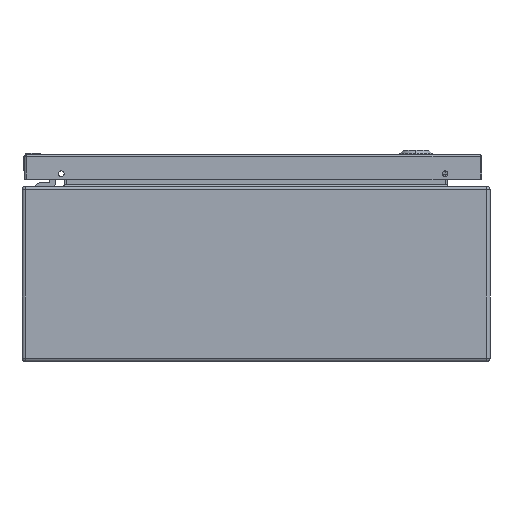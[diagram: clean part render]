
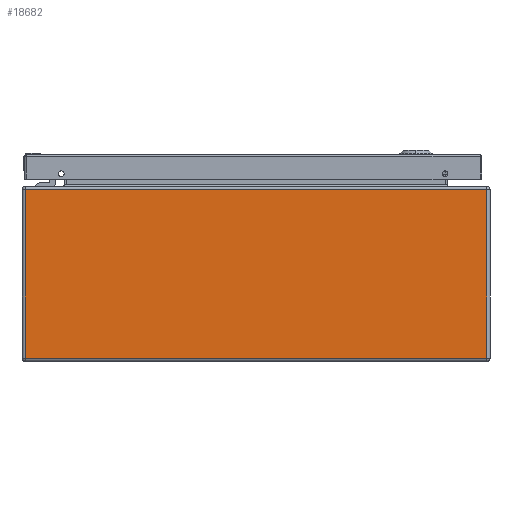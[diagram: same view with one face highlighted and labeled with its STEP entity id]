
A CAD part, front view. The second image highlights one B-rep face of the part: STEP entity #18682.
In plain terms, the highlighted planar face has unit normal (0, -1, 0).
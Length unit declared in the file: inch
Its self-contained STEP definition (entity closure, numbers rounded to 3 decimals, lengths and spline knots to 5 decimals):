
#120 = DIRECTION ( 'NONE',  ( 1., 0., 0. ) ) ;
#334 = CARTESIAN_POINT ( 'NONE',  ( 8., -10., -2.88189 ) ) ;
#1037 = VECTOR ( 'NONE', #1056, 39.37008 ) ;
#1056 = DIRECTION ( 'NONE',  ( -1., 0., 0. ) ) ;
#2713 = VERTEX_POINT ( 'NONE', #35533 ) ;
#3177 = VERTEX_POINT ( 'NONE', #10310 ) ;
#5541 = ORIENTED_EDGE ( 'NONE', *, *, #20492, .T. ) ;
#7915 = EDGE_CURVE ( 'NONE', #3177, #40494, #26933, .T. ) ;
#10310 = CARTESIAN_POINT ( 'NONE',  ( -7.88189, -10., 2.88189 ) ) ;
#10973 = CARTESIAN_POINT ( 'NONE',  ( -7.88189, -10., 3. ) ) ;
#13566 = LINE ( 'NONE', #14183, #37129 ) ;
#13594 = AXIS2_PLACEMENT_3D ( 'NONE', #17035, #32385, #13966 ) ;
#13966 = DIRECTION ( 'NONE',  ( 0., 0., 1. ) ) ;
#14183 = CARTESIAN_POINT ( 'NONE',  ( 7.88189, -10., 3. ) ) ;
#14760 = ORIENTED_EDGE ( 'NONE', *, *, #18734, .T. ) ;
#14853 = DIRECTION ( 'NONE',  ( 0., 0., -1. ) ) ;
#14930 = CARTESIAN_POINT ( 'NONE',  ( 7.88189, -10., 2.88189 ) ) ;
#15729 = LINE ( 'NONE', #334, #18626 ) ;
#17035 = CARTESIAN_POINT ( 'NONE',  ( -8., -10., 3. ) ) ;
#17674 = CARTESIAN_POINT ( 'NONE',  ( -8., -10., 2.88189 ) ) ;
#18626 = VECTOR ( 'NONE', #120, 39.37008 ) ;
#18682 = ADVANCED_FACE ( 'NONE', ( #29753 ), #23186, .F. ) ;
#18734 = EDGE_CURVE ( 'NONE', #2713, #29702, #13566, .T. ) ;
#20492 = EDGE_CURVE ( 'NONE', #40494, #2713, #15729, .T. ) ;
#22143 = VECTOR ( 'NONE', #14853, 39.37008 ) ;
#23186 = PLANE ( 'NONE',  #13594 ) ;
#26933 = LINE ( 'NONE', #10973, #22143 ) ;
#28510 = CARTESIAN_POINT ( 'NONE',  ( -7.88189, -10., -2.88189 ) ) ;
#29349 = DIRECTION ( 'NONE',  ( 0., 0., 1. ) ) ;
#29702 = VERTEX_POINT ( 'NONE', #14930 ) ;
#29753 = FACE_OUTER_BOUND ( 'NONE', #38609, .T. ) ;
#31444 = ORIENTED_EDGE ( 'NONE', *, *, #7915, .T. ) ;
#32385 = DIRECTION ( 'NONE',  ( 0., 1., 0. ) ) ;
#33239 = LINE ( 'NONE', #17674, #1037 ) ;
#35533 = CARTESIAN_POINT ( 'NONE',  ( 7.88189, -10., -2.88189 ) ) ;
#36768 = EDGE_CURVE ( 'NONE', #29702, #3177, #33239, .T. ) ;
#37129 = VECTOR ( 'NONE', #29349, 39.37008 ) ;
#38111 = ORIENTED_EDGE ( 'NONE', *, *, #36768, .T. ) ;
#38609 = EDGE_LOOP ( 'NONE', ( #31444, #5541, #14760, #38111 ) ) ;
#40494 = VERTEX_POINT ( 'NONE', #28510 ) ;
